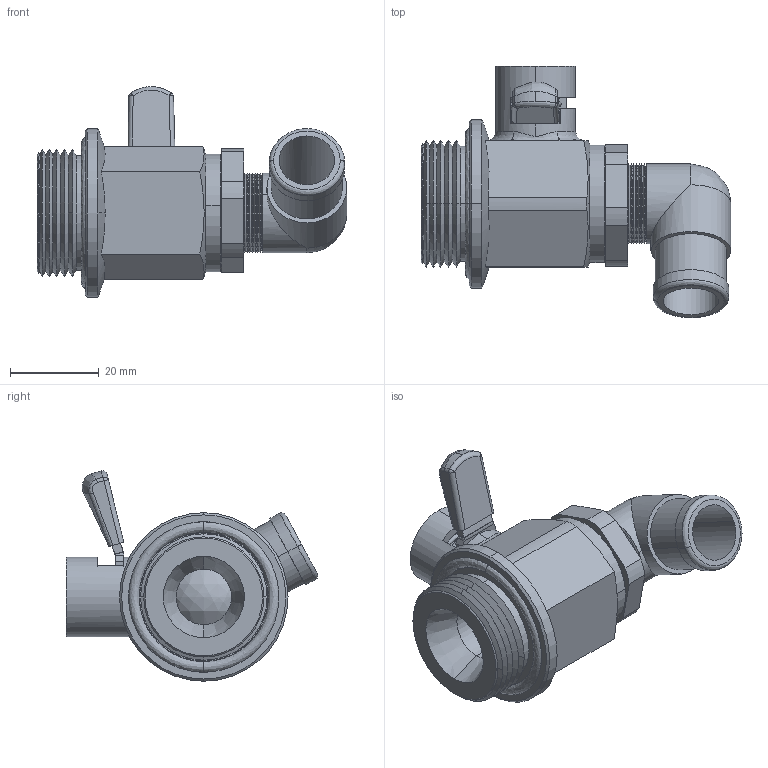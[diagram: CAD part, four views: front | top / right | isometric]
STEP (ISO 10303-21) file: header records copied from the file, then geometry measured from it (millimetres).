
FILE_DESCRIPTION (( 'STEP AP203' ), '1' );
FILE_NAME ('L-L.STEP', '2015-11-07T00:06:28', ( '微软用户' ), ( '微软中国' ), 'SwSTEP 2.0', 'SolidWorks 2010', '' );
FILE_SCHEMA (( 'CONFIG_CONTROL_DESIGN' ));
Length unit declared in the file: millimetre
Products named in the file (16): 15-1.8O型圈; 縐銅; O型圈29-2.5; 忒梟L; 粟銅; L-球; L-L; 19.5-2O型圈; C概裔; 球座; 4.-1.9; L-002俔芛甜簽; す菜; L-002俔芛; 概裝; L炵蹈尨砩芞
Assembly tree (16 placements, depth 2):
  L-L
    15-1.8O型圈
    忒梟L
    粟銅
    4.-1.9
    L-002俔芛甜簽
    19.5-2O型圈
    C概裔
    球座  x2
    L-002俔芛
    す菜
    L炵蹈尨砩芞
    概裝
    縐銅
    L-球
    O型圈29-2.5
Bounding box: 69.8 x 56.68 x 47.45 mm (x, y, z)
Volume: 32637.6 mm3; surface area: 26329.9 mm2
Topology: 16 solids, 16 shells, 464 faces, 1075 edges, 655 vertices
Faces by surface type: plane 138, cone 138, cylinder 122, bspline 66
Entity records: 20108 total; most frequent: CARTESIAN_POINT 8175, DIRECTION 2240, ORIENTED_EDGE 2084, EDGE_CURVE 1042, AXIS2_PLACEMENT_3D 893, VERTEX_POINT 637, EDGE_LOOP 491, CIRCLE 490
